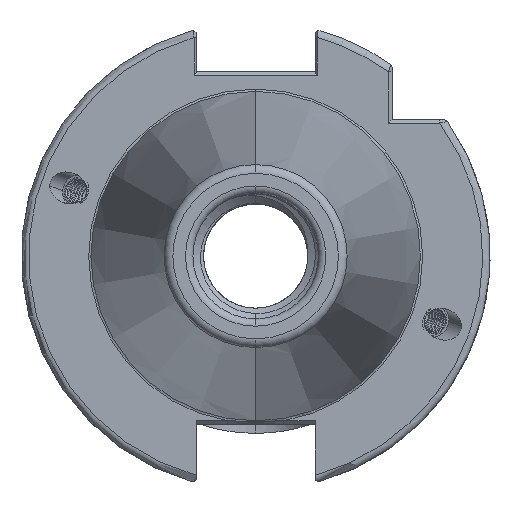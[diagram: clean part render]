
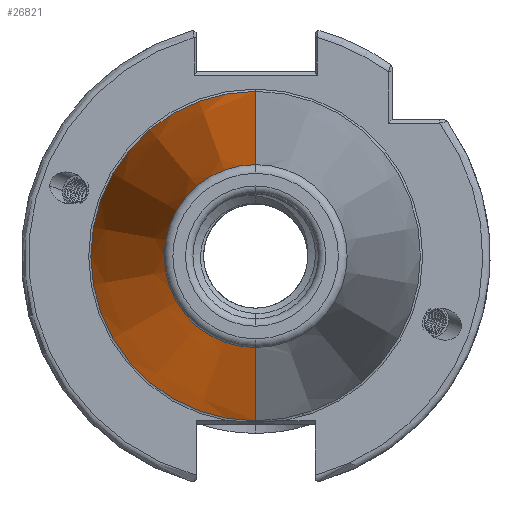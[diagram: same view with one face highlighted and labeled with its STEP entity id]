
A CAD part, left-side view. The second image highlights one B-rep face of the part: STEP entity #26821.
In plain terms, the highlighted conical face has half-angle 8.297 degrees and reference radius 22.692 mm.
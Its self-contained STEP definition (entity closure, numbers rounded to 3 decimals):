
#75 = AXIS2_PLACEMENT_3D ( 'NONE', #11020, #11046, #11042 ) ;
#3792 = CIRCLE ( 'NONE', #75, 12.4 ) ;
#4314 = CARTESIAN_POINT ( 'NONE',  ( -70.573, 0., 12.4 ) ) ;
#4478 = CARTESIAN_POINT ( 'NONE',  ( -70.573, 0., -12.4 ) ) ;
#4511 = CARTESIAN_POINT ( 'NONE',  ( -2.5, 0., -22.327 ) ) ;
#6637 = VERTEX_POINT ( 'NONE', #21848 ) ;
#6941 = EDGE_LOOP ( 'NONE', ( #14623, #14597, #14643, #14612 ) ) ;
#7270 = FACE_OUTER_BOUND ( 'NONE', #6941, .T. ) ;
#7271 = CONICAL_SURFACE ( 'NONE', #19224, 22.692, 0.145 ) ;
#7727 = DIRECTION ( 'NONE',  ( 1., 0., 0. ) ) ;
#7730 = DIRECTION ( 'NONE',  ( 0., 0., -1. ) ) ;
#7790 = CARTESIAN_POINT ( 'NONE',  ( 0., 0., 0. ) ) ;
#11020 = CARTESIAN_POINT ( 'NONE',  ( -70.573, 0., 0. ) ) ;
#11042 = DIRECTION ( 'NONE',  ( 0., 0., 1. ) ) ;
#11046 = DIRECTION ( 'NONE',  ( 1., 0., 0. ) ) ;
#11966 = EDGE_CURVE ( 'NONE', #23006, #6637, #29702, .T. ) ;
#12022 = EDGE_CURVE ( 'NONE', #23003, #23006, #29524, .T. ) ;
#12025 = EDGE_CURVE ( 'NONE', #22904, #6637, #29612, .T. ) ;
#12479 = EDGE_CURVE ( 'NONE', #23003, #22904, #3792, .T. ) ;
#14006 = AXIS2_PLACEMENT_3D ( 'NONE', #17681, #17669, #17657 ) ;
#14597 = ORIENTED_EDGE ( 'NONE', *, *, #12025, .T. ) ;
#14612 = ORIENTED_EDGE ( 'NONE', *, *, #12022, .F. ) ;
#14623 = ORIENTED_EDGE ( 'NONE', *, *, #12479, .T. ) ;
#14643 = ORIENTED_EDGE ( 'NONE', *, *, #11966, .F. ) ;
#17657 = DIRECTION ( 'NONE',  ( 0., 0., -1. ) ) ;
#17669 = DIRECTION ( 'NONE',  ( 1., 0., 0. ) ) ;
#17681 = CARTESIAN_POINT ( 'NONE',  ( -2.5, 0., 0. ) ) ;
#19224 = AXIS2_PLACEMENT_3D ( 'NONE', #7790, #7727, #7730 ) ;
#21848 = CARTESIAN_POINT ( 'NONE',  ( -2.5, 0., 22.327 ) ) ;
#22904 = VERTEX_POINT ( 'NONE', #4314 ) ;
#23003 = VERTEX_POINT ( 'NONE', #4478 ) ;
#23006 = VERTEX_POINT ( 'NONE', #4511 ) ;
#26821 = ADVANCED_FACE ( 'NONE', ( #7270 ), #7271, .T. ) ;
#28404 = CARTESIAN_POINT ( 'NONE',  ( 0., 0., -22.692 ) ) ;
#28407 = DIRECTION ( 'NONE',  ( 0.99, 0., -0.144 ) ) ;
#28438 = CARTESIAN_POINT ( 'NONE',  ( 0., 0., 22.692 ) ) ;
#28463 = DIRECTION ( 'NONE',  ( 0.99, 0., 0.144 ) ) ;
#29492 = VECTOR ( 'NONE', #28407, 1000. ) ;
#29524 = LINE ( 'NONE', #28404, #29492 ) ;
#29612 = LINE ( 'NONE', #28438, #29686 ) ;
#29686 = VECTOR ( 'NONE', #28463, 1000. ) ;
#29702 = CIRCLE ( 'NONE', #14006, 22.327 ) ;
